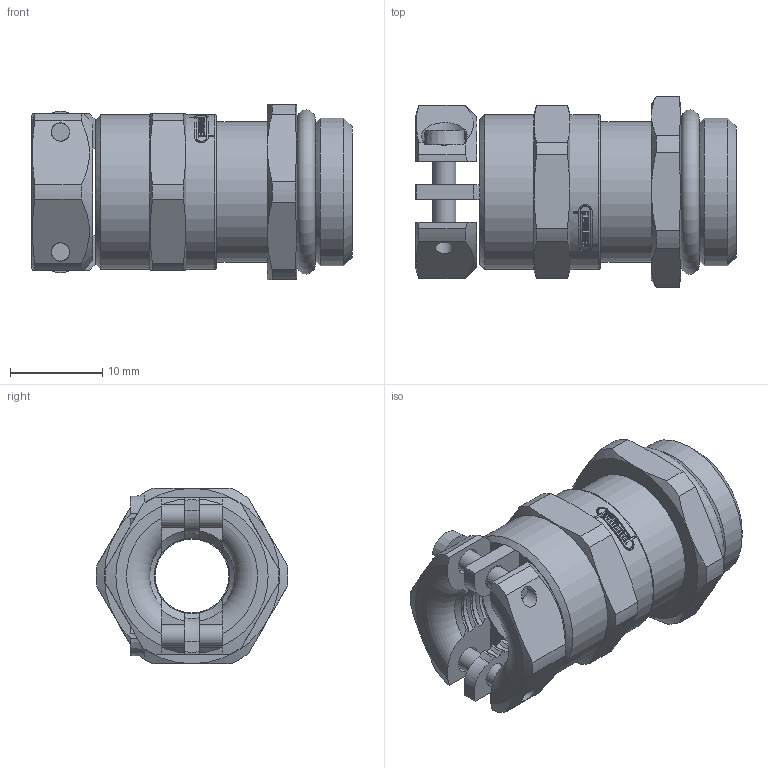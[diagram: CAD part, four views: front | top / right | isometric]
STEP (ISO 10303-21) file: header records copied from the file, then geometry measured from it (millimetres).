
FILE_DESCRIPTION(/* description */ ('HSK-MZ Metr.-Cable glands for special applications'),/* implementation_level */ '2;1');
FILE_NAME(/* name */ 'HU1690160050.stp',/* time_stamp */ '2021-10-12T14:49:38+02:00',/* author */ ('sl'),/* organization */ ('HUMMEL'),/* preprocessor_version */ 'ST-DEVELOPER v16.5',/* originating_system */ 'Autodesk Inventor 2017',/* authorisation */ '');
FILE_SCHEMA (('AUTOMOTIVE_DESIGN { 1 0 10303 214 3 1 1 }'));
Length unit declared in the file: millimetre
Products named in the file (6): HSK-MZ 1.690.1600.50; HSK-MZ 1.690.1600.50-Gland; HSK-MZ 1.690.1600.50-Nut; HSK-MZ 1.690.1600.50-Clamping insert; HSK-MZ 1.690.1600.50-Sealing insert; HSK-MZ 1.690.1600.50-O-Ring
Assembly tree (5 placements, depth 2):
  HSK-MZ 1.690.1600.50
    HSK-MZ 1.690.1600.50-Gland
    HSK-MZ 1.690.1600.50-Nut
    HSK-MZ 1.690.1600.50-Clamping insert
    HSK-MZ 1.690.1600.50-Sealing insert
    HSK-MZ 1.690.1600.50-O-Ring
Bounding box: 34.71 x 20.79 x 19 mm (x, y, z)
Volume: 5433 mm3; surface area: 7214 mm2
Topology: 5 solids, 5 shells, 293 faces, 775 edges, 509 vertices
Faces by surface type: plane 151, cylinder 79, cone 47, torus 16
Full cylindrical faces by diameter (mm): 2.013 x2, 2.5 x3, 2.7 x2, 2.9 x2, 8 x1, 8.2 x2, 10.1 x2, 11.5 x2, 12 x2, 12.8 x2, 13.8 x1, 13.86 x1, 14.4 x1, 14.53 x2, 15.2 x1, 16 x1, 16.8 x2
Entity records: 9107 total; most frequent: CARTESIAN_POINT 1980, DIRECTION 1510, ORIENTED_EDGE 1414, EDGE_CURVE 707, AXIS2_PLACEMENT_3D 609, VERTEX_POINT 490, EDGE_LOOP 377, FACE_OUTER_BOUND 293
